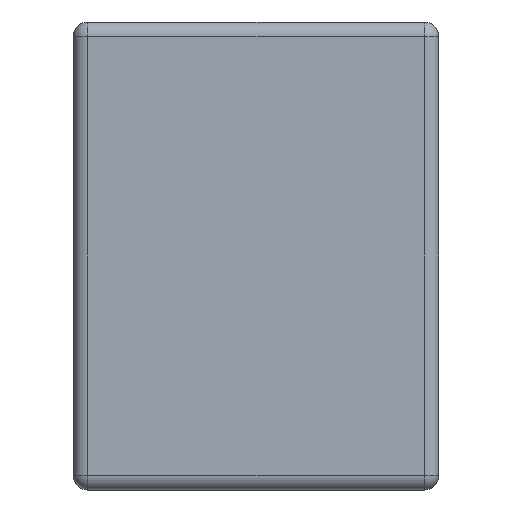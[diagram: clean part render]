
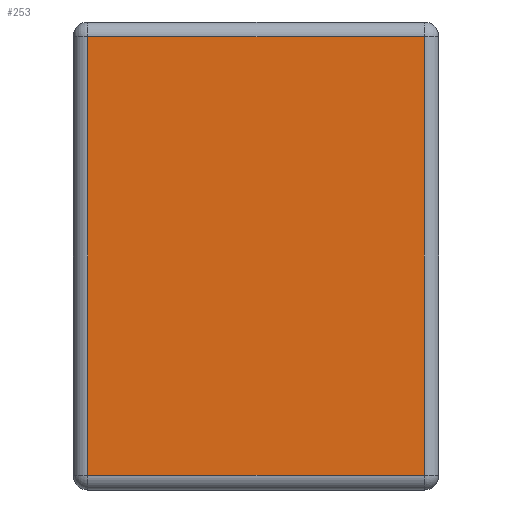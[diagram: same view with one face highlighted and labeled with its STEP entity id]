
A CAD part, left-side view. The second image highlights one B-rep face of the part: STEP entity #253.
In plain terms, the highlighted planar face has unit normal (-1, 0, 0).
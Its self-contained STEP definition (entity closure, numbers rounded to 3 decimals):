
#233 = EDGE_CURVE ( 'NONE', #258, #260, #1132, .T. ) ;
#234 = ORIENTED_EDGE ( 'NONE', *, *, #235, .T. ) ;
#235 = EDGE_CURVE ( 'NONE', #260, #236, #1128, .T. ) ;
#236 = VERTEX_POINT ( 'NONE', #1124 ) ;
#237 = ORIENTED_EDGE ( 'NONE', *, *, #238, .T. ) ;
#238 = EDGE_CURVE ( 'NONE', #236, #257, #1122, .T. ) ;
#253 = ADVANCED_FACE ( 'NONE', ( #1191 ), #1177, .F. ) ;
#254 = EDGE_LOOP ( 'NONE', ( #255, #259, #234, #237 ) ) ;
#255 = ORIENTED_EDGE ( 'NONE', *, *, #256, .T. ) ;
#256 = EDGE_CURVE ( 'NONE', #257, #258, #1172, .T. ) ;
#257 = VERTEX_POINT ( 'NONE', #1168 ) ;
#258 = VERTEX_POINT ( 'NONE', #1167 ) ;
#259 = ORIENTED_EDGE ( 'NONE', *, *, #233, .T. ) ;
#260 = VERTEX_POINT ( 'NONE', #1166 ) ;
#1119 = DIRECTION ( 'NONE',  ( 0., 0., 1. ) ) ;
#1120 = VECTOR ( 'NONE', #1119, 1000. ) ;
#1121 = CARTESIAN_POINT ( 'NONE',  ( -1.6, 0.05, 0.8 ) ) ;
#1122 = LINE ( 'NONE', #1121, #1120 ) ;
#1124 = CARTESIAN_POINT ( 'NONE',  ( -1.6, 0.05, -0.75 ) ) ;
#1125 = DIRECTION ( 'NONE',  ( 0., -1., 0. ) ) ;
#1126 = VECTOR ( 'NONE', #1125, 1000. ) ;
#1127 = CARTESIAN_POINT ( 'NONE',  ( -1.6, 1.25, -0.75 ) ) ;
#1128 = LINE ( 'NONE', #1127, #1126 ) ;
#1129 = DIRECTION ( 'NONE',  ( 0., 0., -1. ) ) ;
#1130 = VECTOR ( 'NONE', #1129, 1000. ) ;
#1131 = CARTESIAN_POINT ( 'NONE',  ( -1.6, 1.2, 0.8 ) ) ;
#1132 = LINE ( 'NONE', #1131, #1130 ) ;
#1166 = CARTESIAN_POINT ( 'NONE',  ( -1.6, 1.2, -0.75 ) ) ;
#1167 = CARTESIAN_POINT ( 'NONE',  ( -1.6, 1.2, 0.75 ) ) ;
#1168 = CARTESIAN_POINT ( 'NONE',  ( -1.6, 0.05, 0.75 ) ) ;
#1169 = DIRECTION ( 'NONE',  ( 0., 1., 0. ) ) ;
#1170 = VECTOR ( 'NONE', #1169, 1000. ) ;
#1171 = CARTESIAN_POINT ( 'NONE',  ( -1.6, 1.25, 0.75 ) ) ;
#1172 = LINE ( 'NONE', #1171, #1170 ) ;
#1173 = DIRECTION ( 'NONE',  ( 0., 0., -1. ) ) ;
#1174 = DIRECTION ( 'NONE',  ( 1., 0., 0. ) ) ;
#1175 = CARTESIAN_POINT ( 'NONE',  ( -1.6, 1.25, 0.8 ) ) ;
#1176 = AXIS2_PLACEMENT_3D ( 'NONE', #1175, #1174, #1173 ) ;
#1177 = PLANE ( 'NONE',  #1176 ) ;
#1191 = FACE_OUTER_BOUND ( 'NONE', #254, .T. ) ;
